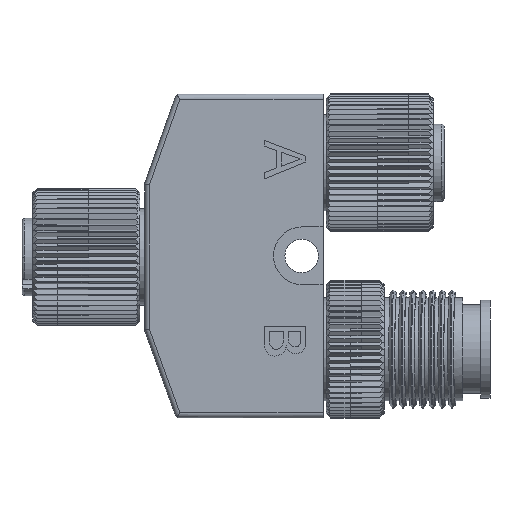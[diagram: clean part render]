
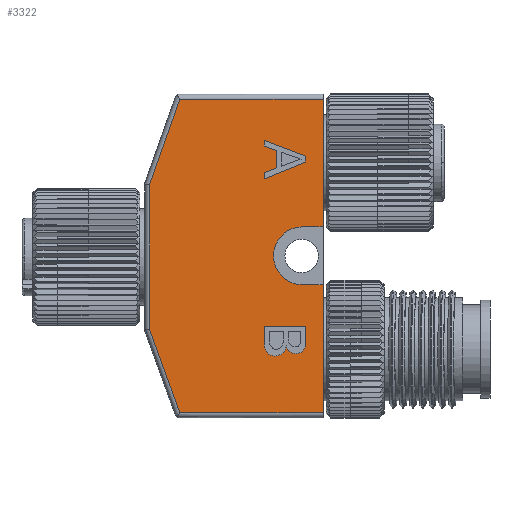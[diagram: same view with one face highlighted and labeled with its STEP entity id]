
A CAD part, left-side view. The second image highlights one B-rep face of the part: STEP entity #3322.
In plain terms, the highlighted planar face has unit normal (-1, 0, 0).
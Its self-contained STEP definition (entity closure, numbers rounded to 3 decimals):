
#1014=FACE_BOUND('',#7240,.T.);
#1015=FACE_BOUND('',#7241,.T.);
#1016=FACE_BOUND('',#7242,.T.);
#2053=CIRCLE('',#32127,2.945);
#2054=CIRCLE('',#32128,1.122);
#2055=CIRCLE('',#32129,1.018);
#3322=ADVANCED_FACE('',(#1014,#1015,#1016),#4471,.F.);
#4471=PLANE('',#32130);
#7240=EDGE_LOOP('',(#13420,#13421,#13422,#13423,#13424,#13425,#13426,#13427,
#13428,#13429));
#7241=EDGE_LOOP('',(#13430,#13431,#13432,#13433,#13434));
#7242=EDGE_LOOP('',(#13435,#13436,#13437,#13438,#13439,#13440,#13441,#13442));
#13420=ORIENTED_EDGE('',*,*,#22691,.F.);
#13421=ORIENTED_EDGE('',*,*,#22692,.F.);
#13422=ORIENTED_EDGE('',*,*,#22693,.F.);
#13423=ORIENTED_EDGE('',*,*,#22694,.F.);
#13424=ORIENTED_EDGE('',*,*,#22695,.F.);
#13425=ORIENTED_EDGE('',*,*,#22696,.F.);
#13426=ORIENTED_EDGE('',*,*,#22697,.T.);
#13427=ORIENTED_EDGE('',*,*,#22698,.T.);
#13428=ORIENTED_EDGE('',*,*,#22699,.T.);
#13429=ORIENTED_EDGE('',*,*,#22700,.F.);
#13430=ORIENTED_EDGE('',*,*,#22701,.T.);
#13431=ORIENTED_EDGE('',*,*,#22702,.T.);
#13432=ORIENTED_EDGE('',*,*,#22703,.T.);
#13433=ORIENTED_EDGE('',*,*,#22704,.T.);
#13434=ORIENTED_EDGE('',*,*,#22705,.T.);
#13435=ORIENTED_EDGE('',*,*,#22687,.T.);
#13436=ORIENTED_EDGE('',*,*,#22669,.T.);
#13437=ORIENTED_EDGE('',*,*,#22690,.T.);
#13438=ORIENTED_EDGE('',*,*,#22688,.T.);
#13439=ORIENTED_EDGE('',*,*,#22675,.T.);
#13440=ORIENTED_EDGE('',*,*,#22678,.T.);
#13441=ORIENTED_EDGE('',*,*,#22680,.T.);
#13442=ORIENTED_EDGE('',*,*,#22682,.T.);
#18449=VERTEX_POINT('',#48019);
#18450=VERTEX_POINT('',#48020);
#18453=VERTEX_POINT('',#48031);
#18454=VERTEX_POINT('',#48032);
#18455=VERTEX_POINT('',#48037);
#18456=VERTEX_POINT('',#48041);
#18457=VERTEX_POINT('',#48045);
#18459=VERTEX_POINT('',#48057);
#18460=VERTEX_POINT('',#48063);
#18461=VERTEX_POINT('',#48064);
#18462=VERTEX_POINT('',#48066);
#18463=VERTEX_POINT('',#48068);
#18464=VERTEX_POINT('',#48070);
#18465=VERTEX_POINT('',#48072);
#18466=VERTEX_POINT('',#48074);
#18467=VERTEX_POINT('',#48076);
#18468=VERTEX_POINT('',#48078);
#18469=VERTEX_POINT('',#48080);
#18470=VERTEX_POINT('',#48083);
#18471=VERTEX_POINT('',#48084);
#18472=VERTEX_POINT('',#48086);
#18473=VERTEX_POINT('',#48088);
#18474=VERTEX_POINT('',#48090);
#22669=EDGE_CURVE('',#18449,#18450,#26343,.T.);
#22675=EDGE_CURVE('',#18453,#18454,#26349,.T.);
#22678=EDGE_CURVE('',#18454,#18455,#26352,.T.);
#22680=EDGE_CURVE('',#18455,#18456,#26354,.T.);
#22682=EDGE_CURVE('',#18456,#18457,#26356,.T.);
#22687=EDGE_CURVE('',#18457,#18449,#26361,.T.);
#22688=EDGE_CURVE('',#18459,#18453,#26362,.T.);
#22690=EDGE_CURVE('',#18450,#18459,#26364,.T.);
#22691=EDGE_CURVE('',#18460,#18461,#26365,.T.);
#22692=EDGE_CURVE('',#18462,#18460,#26366,.T.);
#22693=EDGE_CURVE('',#18463,#18462,#26367,.T.);
#22694=EDGE_CURVE('',#18464,#18463,#26368,.T.);
#22695=EDGE_CURVE('',#18465,#18464,#26369,.T.);
#22696=EDGE_CURVE('',#18466,#18465,#26370,.T.);
#22697=EDGE_CURVE('',#18466,#18467,#26371,.T.);
#22698=EDGE_CURVE('',#18467,#18468,#2053,.T.);
#22699=EDGE_CURVE('',#18468,#18469,#26372,.T.);
#22700=EDGE_CURVE('',#18461,#18469,#26373,.T.);
#22701=EDGE_CURVE('',#18470,#18471,#2054,.T.);
#22702=EDGE_CURVE('',#18471,#18472,#26374,.T.);
#22703=EDGE_CURVE('',#18472,#18473,#26375,.T.);
#22704=EDGE_CURVE('',#18473,#18474,#26376,.T.);
#22705=EDGE_CURVE('',#18474,#18470,#2055,.T.);
#26343=LINE('',#48018,#29455);
#26349=LINE('',#48030,#29461);
#26352=LINE('',#48036,#29464);
#26354=LINE('',#48040,#29466);
#26356=LINE('',#48044,#29468);
#26361=LINE('',#48054,#29473);
#26362=LINE('',#48056,#29474);
#26364=LINE('',#48060,#29476);
#26365=LINE('',#48062,#29477);
#26366=LINE('',#48065,#29478);
#26367=LINE('',#48067,#29479);
#26368=LINE('',#48069,#29480);
#26369=LINE('',#48071,#29481);
#26370=LINE('',#48073,#29482);
#26371=LINE('',#48075,#29483);
#26372=LINE('',#48079,#29484);
#26373=LINE('',#48081,#29485);
#26374=LINE('',#48085,#29486);
#26375=LINE('',#48087,#29487);
#26376=LINE('',#48089,#29488);
#29455=VECTOR('',#38102,1.);
#29461=VECTOR('',#38112,1.);
#29464=VECTOR('',#38117,1.);
#29466=VECTOR('',#38121,1.);
#29468=VECTOR('',#38125,1.);
#29473=VECTOR('',#38136,1.);
#29474=VECTOR('',#38139,1.);
#29476=VECTOR('',#38143,1.);
#29477=VECTOR('',#38146,1.);
#29478=VECTOR('',#38147,1.);
#29479=VECTOR('',#38148,1.);
#29480=VECTOR('',#38149,1.);
#29481=VECTOR('',#38150,1.);
#29482=VECTOR('',#38151,1.);
#29483=VECTOR('',#38152,1.);
#29484=VECTOR('',#38155,1.);
#29485=VECTOR('',#38156,1.);
#29486=VECTOR('',#38159,1.);
#29487=VECTOR('',#38160,1.);
#29488=VECTOR('',#38161,1.);
#32127=AXIS2_PLACEMENT_3D('',#48077,#38153,#38154);
#32128=AXIS2_PLACEMENT_3D('',#48082,#38157,#38158);
#32129=AXIS2_PLACEMENT_3D('',#48091,#38162,#38163);
#32130=AXIS2_PLACEMENT_3D('',#48092,#38164,#38165);
#38102=DIRECTION('',(0.,0.926,-0.377));
#38112=DIRECTION('',(0.,0.,1.));
#38117=DIRECTION('',(0.,0.938,0.347));
#38121=DIRECTION('',(0.,0.,1.));
#38125=DIRECTION('',(0.,-0.935,-0.356));
#38136=DIRECTION('',(0.,0.,-1.));
#38139=DIRECTION('',(0.,-0.934,0.357));
#38143=DIRECTION('',(0.,0.,1.));
#38146=DIRECTION('',(0.,-1.,0.));
#38147=DIRECTION('',(0.,-0.333,0.943));
#38148=DIRECTION('',(0.,0.,1.));
#38149=DIRECTION('',(0.,0.34,0.941));
#38150=DIRECTION('',(0.,1.,0.));
#38151=DIRECTION('',(0.,0.,-1.));
#38152=DIRECTION('',(0.,1.,0.));
#38153=DIRECTION('',(1.,0.,0.));
#38154=DIRECTION('',(0.,-0.005,1.));
#38155=DIRECTION('',(0.,-1.,0.));
#38156=DIRECTION('',(0.,0.,-1.));
#38157=DIRECTION('',(1.,0.,0.));
#38158=DIRECTION('',(0.,-0.997,-0.079));
#38159=DIRECTION('',(0.,0.,1.));
#38160=DIRECTION('',(0.,-1.,0.));
#38161=DIRECTION('',(0.,0.,-1.));
#38162=DIRECTION('',(1.,0.,0.));
#38163=DIRECTION('',(0.,-0.955,-0.296));
#38164=DIRECTION('',(1.,0.,0.));
#38165=DIRECTION('',(0.,0.,1.));
#48018=CARTESIAN_POINT('',(-7.5,-24.393,7.852));
#48019=CARTESIAN_POINT('',(-7.5,-28.882,9.678));
#48020=CARTESIAN_POINT('',(-7.5,-24.681,7.969));
#48030=CARTESIAN_POINT('',(-7.5,-25.951,4.593));
#48031=CARTESIAN_POINT('',(-7.5,-25.951,9.082));
#48032=CARTESIAN_POINT('',(-7.5,-25.951,10.838));
#48036=CARTESIAN_POINT('',(-7.5,-26.099,10.783));
#48037=CARTESIAN_POINT('',(-7.5,-24.681,11.308));
#48040=CARTESIAN_POINT('',(-7.5,-24.681,5.706));
#48041=CARTESIAN_POINT('',(-7.5,-24.681,11.888));
#48044=CARTESIAN_POINT('',(-7.5,-25.605,11.536));
#48045=CARTESIAN_POINT('',(-7.5,-28.882,10.289));
#48054=CARTESIAN_POINT('',(-7.5,-28.882,5.197));
#48056=CARTESIAN_POINT('',(-7.5,-22.23,7.658));
#48057=CARTESIAN_POINT('',(-7.5,-24.681,8.596));
#48060=CARTESIAN_POINT('',(-7.5,-24.681,4.037));
#48062=CARTESIAN_POINT('',(-7.5,-19.021,16.106));
#48063=CARTESIAN_POINT('',(-7.5,-16.084,16.106));
#48064=CARTESIAN_POINT('',(-7.5,-30.697,16.106));
#48065=CARTESIAN_POINT('',(-7.5,-12.363,5.554));
#48066=CARTESIAN_POINT('',(-7.5,-13.,7.361));
#48067=CARTESIAN_POINT('',(-7.5,-13.,-3.671));
#48068=CARTESIAN_POINT('',(-7.5,-13.,-7.359));
#48069=CARTESIAN_POINT('',(-7.5,-13.945,-9.977));
#48070=CARTESIAN_POINT('',(-7.5,-16.081,-15.894));
#48071=CARTESIAN_POINT('',(-7.5,-26.504,-15.894));
#48072=CARTESIAN_POINT('',(-7.5,-30.697,-15.894));
#48073=CARTESIAN_POINT('',(-7.5,-30.697,16.606));
#48074=CARTESIAN_POINT('',(-7.5,-30.697,-2.817));
#48075=CARTESIAN_POINT('',(-7.5,-25.453,-2.817));
#48076=CARTESIAN_POINT('',(-7.5,-28.595,-2.817));
#48077=CARTESIAN_POINT('',(-7.5,-28.582,0.129));
#48078=CARTESIAN_POINT('',(-7.5,-28.595,3.074));
#48079=CARTESIAN_POINT('',(-7.5,-26.504,3.074));
#48080=CARTESIAN_POINT('',(-7.5,-30.697,3.074));
#48081=CARTESIAN_POINT('',(-7.5,-30.697,16.606));
#48082=CARTESIAN_POINT('',(-7.5,-25.809,-8.97));
#48083=CARTESIAN_POINT('',(-7.5,-26.927,-9.06));
#48084=CARTESIAN_POINT('',(-7.5,-24.69,-8.884));
#48085=CARTESIAN_POINT('',(-7.5,-24.69,-4.39));
#48086=CARTESIAN_POINT('',(-7.5,-24.69,-7.037));
#48087=CARTESIAN_POINT('',(-7.5,-23.501,-7.037));
#48088=CARTESIAN_POINT('',(-7.5,-28.894,-7.037));
#48089=CARTESIAN_POINT('',(-7.5,-28.894,-3.467));
#48090=CARTESIAN_POINT('',(-7.5,-28.894,-9.142));
#48091=CARTESIAN_POINT('',(-7.5,-27.922,-8.84));
#48092=CARTESIAN_POINT('',(-7.5,-22.312,0.104));
